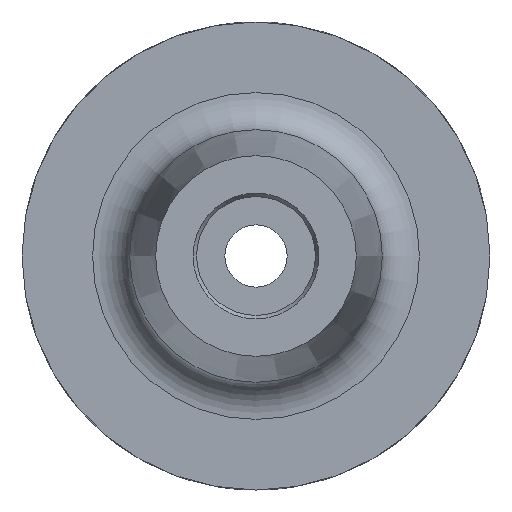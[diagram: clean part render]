
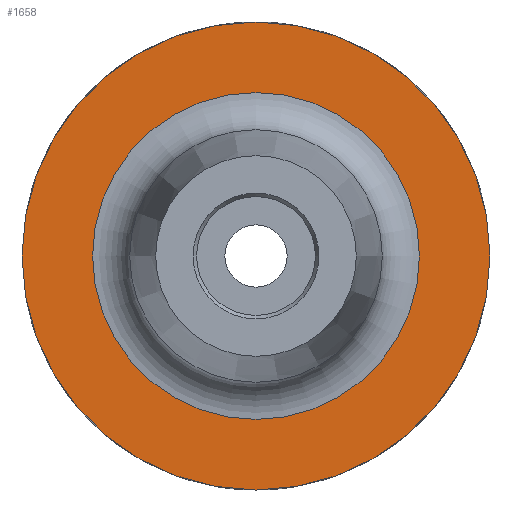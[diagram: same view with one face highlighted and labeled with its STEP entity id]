
A CAD part, left-side view. The second image highlights one B-rep face of the part: STEP entity #1658.
In plain terms, the highlighted planar face has unit normal (-1, 0, 0).
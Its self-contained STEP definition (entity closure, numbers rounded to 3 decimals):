
#154=FACE_BOUND('',#383,.T.);
#192=PLANE('',#1865);
#282=FACE_OUTER_BOUND('',#382,.T.);
#382=EDGE_LOOP('',(#1480,#1481));
#383=EDGE_LOOP('',(#1482,#1483));
#618=CIRCLE('',#1863,22.);
#619=CIRCLE('',#1864,22.);
#620=CIRCLE('',#1866,31.5);
#621=CIRCLE('',#1867,31.5);
#792=VERTEX_POINT('',#4090);
#793=VERTEX_POINT('',#4092);
#794=VERTEX_POINT('',#4096);
#795=VERTEX_POINT('',#4097);
#1041=EDGE_CURVE('',#793,#792,#618,.T.);
#1042=EDGE_CURVE('',#792,#793,#619,.T.);
#1043=EDGE_CURVE('',#794,#795,#620,.T.);
#1044=EDGE_CURVE('',#795,#794,#621,.T.);
#1480=ORIENTED_EDGE('',*,*,#1043,.F.);
#1481=ORIENTED_EDGE('',*,*,#1044,.F.);
#1482=ORIENTED_EDGE('',*,*,#1041,.T.);
#1483=ORIENTED_EDGE('',*,*,#1042,.T.);
#1658=ADVANCED_FACE('',(#282,#154),#192,.T.);
#1863=AXIS2_PLACEMENT_3D('',#4093,#2300,#2301);
#1864=AXIS2_PLACEMENT_3D('',#4094,#2302,#2303);
#1865=AXIS2_PLACEMENT_3D('',#4095,#2304,#2305);
#1866=AXIS2_PLACEMENT_3D('',#4098,#2306,#2307);
#1867=AXIS2_PLACEMENT_3D('',#4099,#2308,#2309);
#2300=DIRECTION('center_axis',(1.,0.,0.));
#2301=DIRECTION('ref_axis',(0.,1.,0.));
#2302=DIRECTION('center_axis',(1.,0.,0.));
#2303=DIRECTION('ref_axis',(0.,1.,0.));
#2304=DIRECTION('center_axis',(-1.,0.,0.));
#2305=DIRECTION('ref_axis',(0.,0.,1.));
#2306=DIRECTION('center_axis',(1.,0.,0.));
#2307=DIRECTION('ref_axis',(0.,1.,0.));
#2308=DIRECTION('center_axis',(1.,0.,0.));
#2309=DIRECTION('ref_axis',(0.,1.,0.));
#4090=CARTESIAN_POINT('',(-22.,0.,22.));
#4092=CARTESIAN_POINT('',(-22.,22.,0.));
#4093=CARTESIAN_POINT('Origin',(-22.,0.,
0.));
#4094=CARTESIAN_POINT('Origin',(-22.,0.,
0.));
#4095=CARTESIAN_POINT('Origin',(-22.,26.75,0.));
#4096=CARTESIAN_POINT('',(-22.,31.5,0.));
#4097=CARTESIAN_POINT('',(-22.,-31.5,0.));
#4098=CARTESIAN_POINT('Origin',(-22.,0.,
0.));
#4099=CARTESIAN_POINT('Origin',(-22.,0.,
0.));
